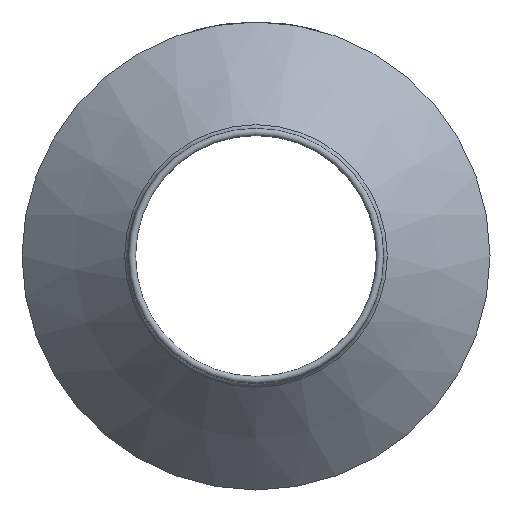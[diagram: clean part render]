
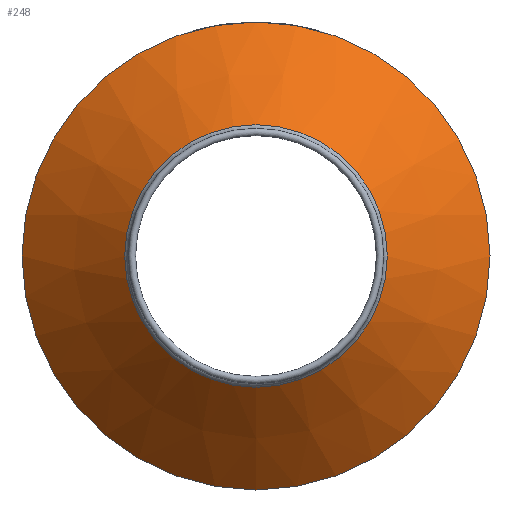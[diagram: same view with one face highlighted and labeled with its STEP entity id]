
A CAD part, front view. The second image highlights one B-rep face of the part: STEP entity #248.
In plain terms, the highlighted conical face has half-angle 45.803 degrees and reference radius 75.077 mm.
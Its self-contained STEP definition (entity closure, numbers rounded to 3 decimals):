
#40=LINE('',#438,#55);
#55=VECTOR('',#354,75.077);
#68=CONICAL_SURFACE('',#293,75.077,0.799);
#75=FACE_OUTER_BOUND('',#91,.T.);
#91=EDGE_LOOP('',(#194,#195,#196,#197));
#111=CIRCLE('',#290,54.514);
#113=CIRCLE('',#294,97.154);
#127=VERTEX_POINT('',#428);
#129=VERTEX_POINT('',#436);
#150=EDGE_CURVE('',#127,#127,#111,.T.);
#153=EDGE_CURVE('',#129,#129,#113,.T.);
#154=EDGE_CURVE('',#129,#127,#40,.T.);
#194=ORIENTED_EDGE('',*,*,#153,.F.);
#195=ORIENTED_EDGE('',*,*,#154,.T.);
#196=ORIENTED_EDGE('',*,*,#150,.F.);
#197=ORIENTED_EDGE('',*,*,#154,.F.);
#248=ADVANCED_FACE('',(#75),#68,.T.);
#290=AXIS2_PLACEMENT_3D('',#430,#343,#344);
#293=AXIS2_PLACEMENT_3D('',#435,#350,#351);
#294=AXIS2_PLACEMENT_3D('',#437,#352,#353);
#343=DIRECTION('center_axis',(0.,-1.,0.));
#344=DIRECTION('ref_axis',(0.,0.,-1.));
#350=DIRECTION('center_axis',(0.,1.,0.));
#351=DIRECTION('ref_axis',(0.,0.,1.));
#352=DIRECTION('center_axis',(0.,1.,0.));
#353=DIRECTION('ref_axis',(1.,0.,0.));
#354=DIRECTION('',(0.,-0.697,0.717));
#428=CARTESIAN_POINT('',(0.,-97.061,-54.514));
#430=CARTESIAN_POINT('Origin',(0.,-97.061,
0.));
#435=CARTESIAN_POINT('Origin',(0.,-77.067,0.));
#436=CARTESIAN_POINT('',(0.,-55.6,-97.154));
#437=CARTESIAN_POINT('Origin',(0.,-55.6,0.));
#438=CARTESIAN_POINT('',(0.,-77.067,-75.077));
